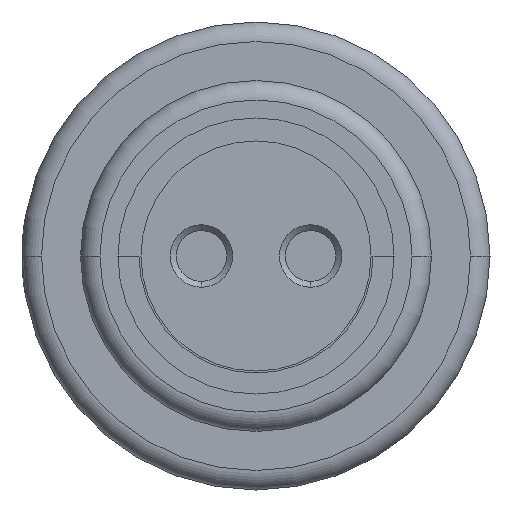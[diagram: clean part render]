
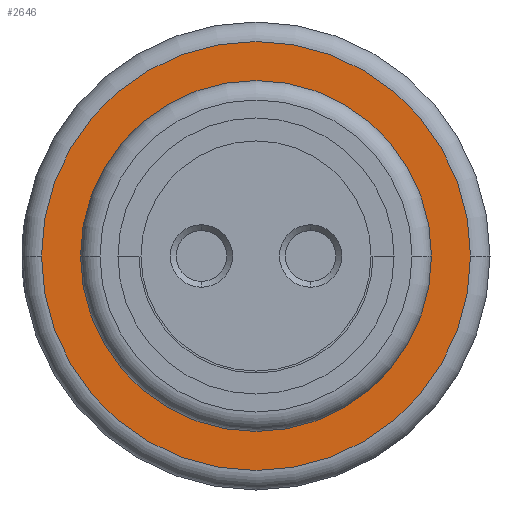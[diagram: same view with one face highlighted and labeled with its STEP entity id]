
A CAD part, left-side view. The second image highlights one B-rep face of the part: STEP entity #2646.
In plain terms, the highlighted planar face has unit normal (-1, 0, 0).
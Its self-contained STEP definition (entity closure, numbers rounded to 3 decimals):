
#853=CARTESIAN_POINT('',(-2.4,0.,0.));
#854=DIRECTION('',(-1.,0.,0.));
#855=DIRECTION('',(0.,-1.,0.));
#856=AXIS2_PLACEMENT_3D('',#853,#854,#855);
#861=CARTESIAN_POINT('',(-2.4,0.,0.));
#862=DIRECTION('',(-1.,0.,0.));
#863=DIRECTION('',(0.,1.,0.));
#864=AXIS2_PLACEMENT_3D('',#861,#862,#863);
#877=CARTESIAN_POINT('',(-2.4,0.,0.));
#878=DIRECTION('',(1.,0.,0.));
#879=DIRECTION('',(0.,1.,0.));
#880=AXIS2_PLACEMENT_3D('',#877,#878,#879);
#1248=CARTESIAN_POINT('',(-2.4,0.,0.));
#1249=DIRECTION('',(-1.,0.,0.));
#1250=DIRECTION('',(0.,1.,0.));
#1251=AXIS2_PLACEMENT_3D('',#1248,#1249,#1250);
#1747=CARTESIAN_POINT('',(-2.4,4.5,0.));
#1748=CARTESIAN_POINT('',(-2.4,-4.5,0.));
#1749=VERTEX_POINT('',#1747);
#1750=VERTEX_POINT('',#1748);
#1827=CARTESIAN_POINT('',(-2.4,-5.5,0.));
#1828=CARTESIAN_POINT('',(-2.4,5.5,0.));
#1829=VERTEX_POINT('',#1827);
#1830=VERTEX_POINT('',#1828);
#2630=CARTESIAN_POINT('',(-2.4,0.,0.));
#2631=DIRECTION('',(1.,0.,0.));
#2632=DIRECTION('',(0.,-1.,0.));
#2633=AXIS2_PLACEMENT_3D('',#2630,#2631,#2632);
#2634=PLANE('',#2633);
#2636=ORIENTED_EDGE('',*,*,#2635,.F.);
#2637=ORIENTED_EDGE('',*,*,#2620,.F.);
#2638=EDGE_LOOP('',(#2636,#2637));
#2639=FACE_OUTER_BOUND('',#2638,.F.);
#2641=ORIENTED_EDGE('',*,*,#2640,.F.);
#2643=ORIENTED_EDGE('',*,*,#2642,.T.);
#2644=EDGE_LOOP('',(#2641,#2643));
#2645=FACE_BOUND('',#2644,.F.);
#857=CIRCLE('',#856,5.5);
#865=CIRCLE('',#864,5.5);
#881=CIRCLE('',#880,4.5);
#1252=CIRCLE('',#1251,4.5);
#2620=EDGE_CURVE('',#1830,#1829,#865,.T.);
#2635=EDGE_CURVE('',#1829,#1830,#857,.T.);
#2640=EDGE_CURVE('',#1749,#1750,#881,.T.);
#2642=EDGE_CURVE('',#1749,#1750,#1252,.T.);
#2646=ADVANCED_FACE('',(#2639,#2645),#2634,.F.);
